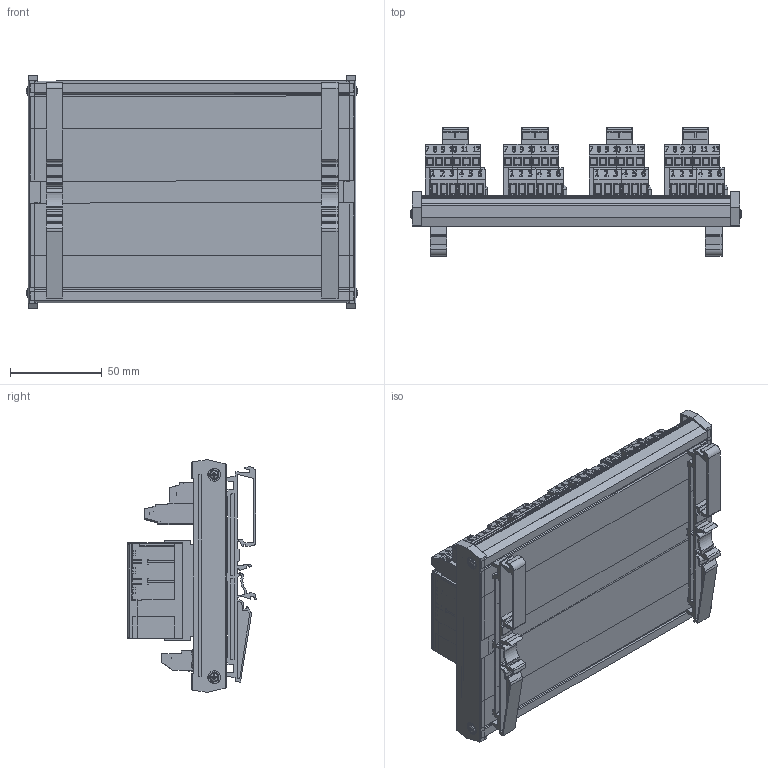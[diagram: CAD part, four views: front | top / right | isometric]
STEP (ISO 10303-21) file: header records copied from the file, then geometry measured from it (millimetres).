
FILE_DESCRIPTION((''),'2;1');
FILE_NAME('6Pole8Amp_4Channel.stp','2015-07-09T08:52:27',('CAD Station'),(''),'Autodesk Inventor 2013','Autodesk Inventor 2013','');
FILE_SCHEMA(('CONFIG_CONTROL_DESIGN'));
Length unit declared in the file: millimetre
Products named in the file (22): 6Pole8Amp_4Channel; 6Pole4Channel8and10AmpBoard; Case_Part_120_6P8and10Amp; BlackResAssy; Mini_Black_Resistor; resistor leg; Green1-12; 1-6; 3 GREEN updated; 7-12; PlusNeg; 2 hole green; PosNegLabel; 4RingResAssy; 4_Color_resistor; Red_Bulb; RELAY6P8AAssy; 6Pole8AmpRelay; 6Pole8AmpRelayHolder; Base_Leg_120; Base_Side_120; BS EN ISO 7045 Z - Metric M2.5 x 10 - 4.8 - Z
Assembly tree (52 placements, depth 3):
  6Pole8Amp_4Channel
    6Pole4Channel8and10AmpBoard
    Case_Part_120_6P8and10Amp
    BlackResAssy  x8
      Mini_Black_Resistor
      resistor leg
    Green1-12  x4
      1-6
      3 GREEN updated
      7-12
    PlusNeg  x4
      2 hole green
      PosNegLabel
    4RingResAssy  x4
      4_Color_resistor
      resistor leg
    Red_Bulb  x4
    RELAY6P8AAssy  x4
      6Pole8AmpRelay
      6Pole8AmpRelayHolder
    Base_Leg_120  x2
    Base_Side_120  x2
    BS EN ISO 7045 Z - Metric M2.5 x 10 - 4.8 - Z  x4
Bounding box: 180.88 x 69.9 x 126.98 mm (x, y, z)
Volume: 230297.4 mm3; surface area: 276116.2 mm2
Topology: 82 solids, 90 shells, 4707 faces, 12308 edges, 8076 vertices
Faces by surface type: plane 3171, cylinder 717, bspline 595, cone 128, sphere 52, torus 44
Full cylindrical faces by diameter (mm): 0.5 x48, 1 x48, 2.256 x4, 2.5 x60, 2.51 x8, 2.7 x8, 2.75 x4, 3 x4, 3.2 x12, 3.75 x8, 4 x48, 6 x4, 7 x4, 9 x4, 11.5 x4
Entity records: 46658 total; most frequent: CARTESIAN_POINT 10786, ORIENTED_EDGE 7438, DIRECTION 6314, EDGE_CURVE 3733, VECTOR 2822, LINE 2822, VERTEX_POINT 2511, AXIS2_PLACEMENT_3D 1746
